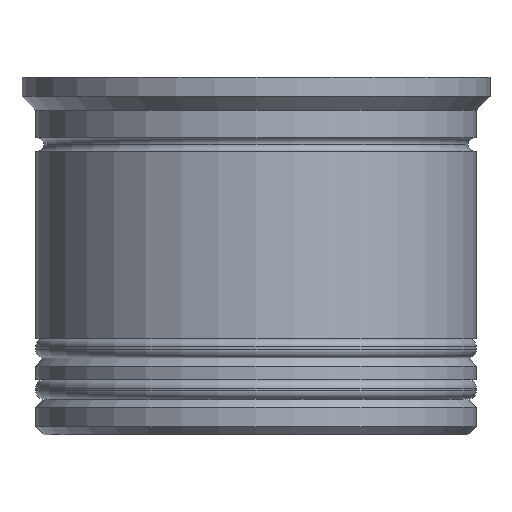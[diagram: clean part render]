
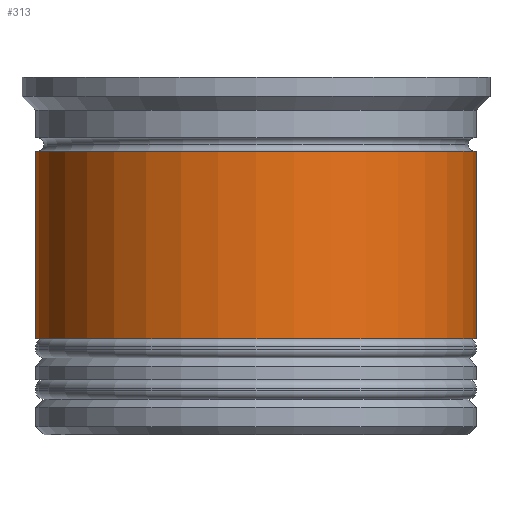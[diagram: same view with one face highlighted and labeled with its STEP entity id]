
A CAD part, front view. The second image highlights one B-rep face of the part: STEP entity #313.
In plain terms, the highlighted cylindrical face has radius 8 mm (diameter 16 mm), a partial arc.
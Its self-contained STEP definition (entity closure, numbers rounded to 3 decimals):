
#3 = EDGE_CURVE ( 'NONE', #1001, #1557, #1041, .T. ) ;
#71 = EDGE_CURVE ( 'NONE', #1656, #1557, #483, .T. ) ;
#78 = AXIS2_PLACEMENT_3D ( 'NONE', #1581, #793, #1125 ) ;
#81 = DIRECTION ( 'NONE',  ( 0., 0., 1. ) ) ;
#173 = AXIS2_PLACEMENT_3D ( 'NONE', #1832, #1699, #595 ) ;
#311 = EDGE_CURVE ( 'NONE', #716, #1656, #475, .T. ) ;
#313 = ADVANCED_FACE ( 'NONE', ( #808 ), #1257, .T. ) ;
#442 = EDGE_LOOP ( 'NONE', ( #984, #552, #999, #510 ) ) ;
#475 = CIRCLE ( 'NONE', #1917, 8. ) ;
#483 = LINE ( 'NONE', #1245, #1047 ) ;
#510 = ORIENTED_EDGE ( 'NONE', *, *, #3, .F. ) ;
#552 = ORIENTED_EDGE ( 'NONE', *, *, #311, .T. ) ;
#595 = DIRECTION ( 'NONE',  ( 1., 0., 0. ) ) ;
#659 = EDGE_CURVE ( 'NONE', #716, #1001, #1803, .T. ) ;
#716 = VERTEX_POINT ( 'NONE', #1308 ) ;
#793 = DIRECTION ( 'NONE',  ( 0., 0., 1. ) ) ;
#808 = FACE_OUTER_BOUND ( 'NONE', #442, .T. ) ;
#889 = CARTESIAN_POINT ( 'NONE',  ( 8., 0., -9.5 ) ) ;
#984 = ORIENTED_EDGE ( 'NONE', *, *, #659, .F. ) ;
#985 = VECTOR ( 'NONE', #81, 1000. ) ;
#999 = ORIENTED_EDGE ( 'NONE', *, *, #71, .T. ) ;
#1001 = VERTEX_POINT ( 'NONE', #1987 ) ;
#1041 = CIRCLE ( 'NONE', #173, 8. ) ;
#1043 = DIRECTION ( 'NONE',  ( 1., 0., 0. ) ) ;
#1047 = VECTOR ( 'NONE', #1860, 1000. ) ;
#1125 = DIRECTION ( 'NONE',  ( 1., 0., 0. ) ) ;
#1163 = CARTESIAN_POINT ( 'NONE',  ( 8., 0., -2.7 ) ) ;
#1197 = CARTESIAN_POINT ( 'NONE',  ( 0., 0., -9.5 ) ) ;
#1245 = CARTESIAN_POINT ( 'NONE',  ( 8., 0., 0. ) ) ;
#1257 = CYLINDRICAL_SURFACE ( 'NONE', #78, 8. ) ;
#1308 = CARTESIAN_POINT ( 'NONE',  ( -8., 0., -9.5 ) ) ;
#1356 = CARTESIAN_POINT ( 'NONE',  ( -8., 0., 0. ) ) ;
#1557 = VERTEX_POINT ( 'NONE', #1163 ) ;
#1581 = CARTESIAN_POINT ( 'NONE',  ( 0., 0., 0. ) ) ;
#1656 = VERTEX_POINT ( 'NONE', #889 ) ;
#1699 = DIRECTION ( 'NONE',  ( 0., 0., 1. ) ) ;
#1803 = LINE ( 'NONE', #1356, #985 ) ;
#1814 = DIRECTION ( 'NONE',  ( 0., 0., 1. ) ) ;
#1832 = CARTESIAN_POINT ( 'NONE',  ( 0., 0., -2.7 ) ) ;
#1860 = DIRECTION ( 'NONE',  ( 0., 0., 1. ) ) ;
#1917 = AXIS2_PLACEMENT_3D ( 'NONE', #1197, #1814, #1043 ) ;
#1987 = CARTESIAN_POINT ( 'NONE',  ( -8., 0., -2.7 ) ) ;
